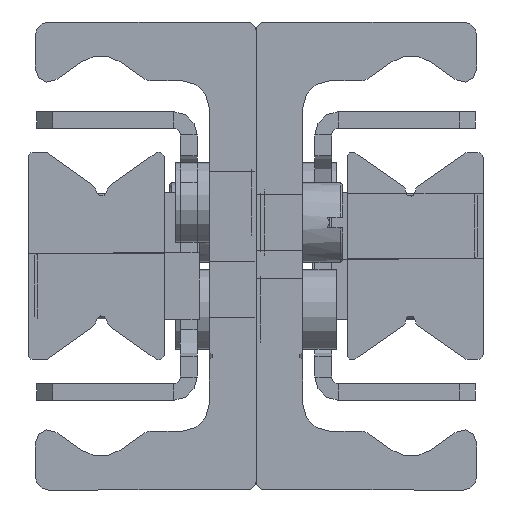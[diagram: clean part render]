
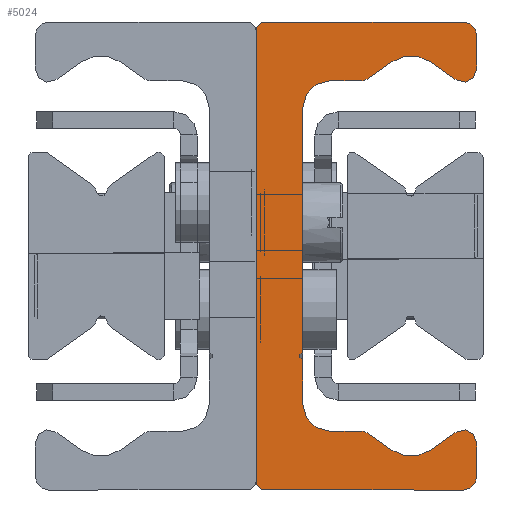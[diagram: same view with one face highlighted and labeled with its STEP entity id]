
A CAD part, left-side view. The second image highlights one B-rep face of the part: STEP entity #5024.
In plain terms, the highlighted planar face has unit normal (-1, 0, 0).
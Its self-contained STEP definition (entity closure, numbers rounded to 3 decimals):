
#2203=CARTESIAN_POINT('',(0.0,4.75,-7.75));
#2204=VERTEX_POINT('',#2203);
#2211=CARTESIAN_POINT('',(0.0,4.75,-11.1));
#2212=VERTEX_POINT('',#2211);
#2213=CARTESIAN_POINT('',(0.0,4.75,-7.75));
#2214=DIRECTION('',(0.0,0.0,-1.0));
#2215=VECTOR('',#2214,3.35);
#2216=LINE('',#2213,#2215);
#2217=EDGE_CURVE('',#2204,#2212,#2216,.T.);
#2651=CARTESIAN_POINT('',(0.0,4.75,11.1));
#2652=VERTEX_POINT('',#2651);
#2659=CARTESIAN_POINT('',(0.0,4.75,-7.25));
#2660=VERTEX_POINT('',#2659);
#2661=CARTESIAN_POINT('',(0.0,4.75,11.1));
#2662=DIRECTION('',(0.0,0.0,-1.0));
#2663=VECTOR('',#2662,18.35);
#2664=LINE('',#2661,#2663);
#2665=EDGE_CURVE('',#2652,#2660,#2664,.T.);
#4144=CARTESIAN_POINT('',(0.0,7.6,-17.5));
#4145=VERTEX_POINT('',#4144);
#4152=CARTESIAN_POINT('',(0.0,8.25,-16.85));
#4153=VERTEX_POINT('',#4152);
#4154=CARTESIAN_POINT('',(0.0,7.6,-16.85));
#4155=DIRECTION('',(1.0,0.0,0.0));
#4156=DIRECTION('',(0.0,0.0,-1.0));
#4157=AXIS2_PLACEMENT_3D('',#4154,#4155,#4156);
#4158=CIRCLE('',#4157,0.65);
#4159=EDGE_CURVE('',#4145,#4153,#4158,.T.);
#4183=CARTESIAN_POINT('',(0.0,-7.25,-17.5));
#4184=VERTEX_POINT('',#4183);
#4191=CARTESIAN_POINT('',(0.0,-7.25,-17.5));
#4192=DIRECTION('',(0.0,1.0,0.0));
#4193=VECTOR('',#4192,14.85);
#4194=LINE('',#4191,#4193);
#4195=EDGE_CURVE('',#4184,#4145,#4194,.T.);
#4215=CARTESIAN_POINT('',(0.0,-8.25,-16.5));
#4216=VERTEX_POINT('',#4215);
#4223=CARTESIAN_POINT('',(0.0,-7.25,-16.5));
#4224=DIRECTION('',(1.0,0.0,0.0));
#4225=DIRECTION('',(0.0,-1.0,0.0));
#4226=AXIS2_PLACEMENT_3D('',#4223,#4224,#4225);
#4227=CIRCLE('',#4226,1.0);
#4228=EDGE_CURVE('',#4216,#4184,#4227,.T.);
#4247=CARTESIAN_POINT('',(0.0,-8.25,-13.98));
#4248=VERTEX_POINT('',#4247);
#4255=CARTESIAN_POINT('',(0.0,-8.25,-13.98));
#4256=DIRECTION('',(0.0,0.0,-1.0));
#4257=VECTOR('',#4256,2.52);
#4258=LINE('',#4255,#4257);
#4259=EDGE_CURVE('',#4248,#4216,#4258,.T.);
#4279=CARTESIAN_POINT('',(0.0,-6.708,-13.177));
#4280=VERTEX_POINT('',#4279);
#4287=CARTESIAN_POINT('',(0.0,-7.27,-13.98));
#4288=DIRECTION('',(1.0,0.0,0.0));
#4289=DIRECTION('',(0.0,0.574,0.819));
#4290=AXIS2_PLACEMENT_3D('',#4287,#4288,#4289);
#4291=CIRCLE('',#4290,0.98);
#4292=EDGE_CURVE('',#4280,#4248,#4291,.T.);
#4311=CARTESIAN_POINT('',(0.0,-4.784,-14.524));
#4312=VERTEX_POINT('',#4311);
#4319=CARTESIAN_POINT('',(0.0,-4.784,-14.524));
#4320=DIRECTION('',(0.0,-0.819,0.574));
#4321=VECTOR('',#4320,2.349);
#4322=LINE('',#4319,#4321);
#4323=EDGE_CURVE('',#4312,#4280,#4322,.T.);
#4343=CARTESIAN_POINT('',(0.0,-1.916,-14.524));
#4344=VERTEX_POINT('',#4343);
#4351=CARTESIAN_POINT('',(0.0,-3.35,-12.477));
#4352=DIRECTION('',(-1.0,0.0,0.0));
#4353=DIRECTION('',(0.0,0.574,0.819));
#4354=AXIS2_PLACEMENT_3D('',#4351,#4352,#4353);
#4355=CIRCLE('',#4354,2.5);
#4356=EDGE_CURVE('',#4344,#4312,#4355,.T.);
#4375=CARTESIAN_POINT('',(0.0,-0.14,-13.281));
#4376=VERTEX_POINT('',#4375);
#4383=CARTESIAN_POINT('',(0.0,-0.14,-13.281));
#4384=DIRECTION('',(0.0,-0.819,-0.574));
#4385=VECTOR('',#4384,2.168);
#4386=LINE('',#4383,#4385);
#4387=EDGE_CURVE('',#4376,#4344,#4386,.T.);
#4407=CARTESIAN_POINT('',(0.0,0.433,-13.1));
#4408=VERTEX_POINT('',#4407);
#4415=CARTESIAN_POINT('',(0.0,0.433,-14.1));
#4416=DIRECTION('',(1.0,0.0,0.0));
#4417=DIRECTION('',(0.0,0.0,1.0));
#4418=AXIS2_PLACEMENT_3D('',#4415,#4416,#4417);
#4419=CIRCLE('',#4418,1.);
#4420=EDGE_CURVE('',#4408,#4376,#4419,.T.);
#4439=CARTESIAN_POINT('',(0.0,2.75,-13.1));
#4440=VERTEX_POINT('',#4439);
#4447=CARTESIAN_POINT('',(0.0,2.75,-13.1));
#4448=DIRECTION('',(0.0,-1.0,0.0));
#4449=VECTOR('',#4448,2.317);
#4450=LINE('',#4447,#4449);
#4451=EDGE_CURVE('',#4440,#4408,#4450,.T.);
#4470=CARTESIAN_POINT('',(0.0,2.75,-11.1));
#4471=DIRECTION('',(-1.0,0.0,0.0));
#4472=DIRECTION('',(0.0,0.0,1.0));
#4473=AXIS2_PLACEMENT_3D('',#4470,#4471,#4472);
#4474=CIRCLE('',#4473,2.0);
#4475=EDGE_CURVE('',#2212,#4440,#4474,.T.);
#4488=CARTESIAN_POINT('',(0.0,4.75,-7.5));
#4489=DIRECTION('',(-1.0,0.0,0.0));
#4490=DIRECTION('',(0.0,0.0,1.0));
#4491=AXIS2_PLACEMENT_3D('',#4488,#4489,#4490);
#4492=CIRCLE('',#4491,0.25);
#4493=EDGE_CURVE('',#2660,#2204,#4492,.T.);
#4513=CARTESIAN_POINT('',(0.0,2.75,13.1));
#4514=VERTEX_POINT('',#4513);
#4521=CARTESIAN_POINT('',(0.0,2.75,11.1));
#4522=DIRECTION('',(-1.0,0.0,0.0));
#4523=DIRECTION('',(0.0,-1.0,0.0));
#4524=AXIS2_PLACEMENT_3D('',#4521,#4522,#4523);
#4525=CIRCLE('',#4524,2.);
#4526=EDGE_CURVE('',#4514,#2652,#4525,.T.);
#4545=CARTESIAN_POINT('',(0.0,0.433,13.1));
#4546=VERTEX_POINT('',#4545);
#4553=CARTESIAN_POINT('',(0.0,0.433,13.1));
#4554=DIRECTION('',(0.0,1.0,0.0));
#4555=VECTOR('',#4554,2.317);
#4556=LINE('',#4553,#4555);
#4557=EDGE_CURVE('',#4546,#4514,#4556,.T.);
#4577=CARTESIAN_POINT('',(0.0,-0.14,13.281));
#4578=VERTEX_POINT('',#4577);
#4585=CARTESIAN_POINT('',(0.0,0.433,14.1));
#4586=DIRECTION('',(1.0,0.0,0.0));
#4587=DIRECTION('',(0.0,-0.574,-0.819));
#4588=AXIS2_PLACEMENT_3D('',#4585,#4586,#4587);
#4589=CIRCLE('',#4588,1.);
#4590=EDGE_CURVE('',#4578,#4546,#4589,.T.);
#4609=CARTESIAN_POINT('',(0.0,-1.916,14.524));
#4610=VERTEX_POINT('',#4609);
#4617=CARTESIAN_POINT('',(0.0,-1.916,14.524));
#4618=DIRECTION('',(0.0,0.819,-0.574));
#4619=VECTOR('',#4618,2.168);
#4620=LINE('',#4617,#4619);
#4621=EDGE_CURVE('',#4610,#4578,#4620,.T.);
#4641=CARTESIAN_POINT('',(0.0,-4.784,14.524));
#4642=VERTEX_POINT('',#4641);
#4649=CARTESIAN_POINT('',(0.0,-3.35,12.477));
#4650=DIRECTION('',(-1.0,0.0,0.0));
#4651=DIRECTION('',(0.0,-0.574,-0.819));
#4652=AXIS2_PLACEMENT_3D('',#4649,#4650,#4651);
#4653=CIRCLE('',#4652,2.5);
#4654=EDGE_CURVE('',#4642,#4610,#4653,.T.);
#4673=CARTESIAN_POINT('',(0.0,-6.708,13.177));
#4674=VERTEX_POINT('',#4673);
#4681=CARTESIAN_POINT('',(0.0,-6.708,13.177));
#4682=DIRECTION('',(0.0,0.819,0.574));
#4683=VECTOR('',#4682,2.349);
#4684=LINE('',#4681,#4683);
#4685=EDGE_CURVE('',#4674,#4642,#4684,.T.);
#4705=CARTESIAN_POINT('',(0.0,-8.25,13.98));
#4706=VERTEX_POINT('',#4705);
#4713=CARTESIAN_POINT('',(0.0,-7.27,13.98));
#4714=DIRECTION('',(1.0,0.0,0.0));
#4715=DIRECTION('',(0.0,-1.0,0.0));
#4716=AXIS2_PLACEMENT_3D('',#4713,#4714,#4715);
#4717=CIRCLE('',#4716,0.98);
#4718=EDGE_CURVE('',#4706,#4674,#4717,.T.);
#4737=CARTESIAN_POINT('',(0.0,-8.25,16.5));
#4738=VERTEX_POINT('',#4737);
#4745=CARTESIAN_POINT('',(0.0,-8.25,16.5));
#4746=DIRECTION('',(0.0,0.0,-1.0));
#4747=VECTOR('',#4746,2.52);
#4748=LINE('',#4745,#4747);
#4749=EDGE_CURVE('',#4738,#4706,#4748,.T.);
#4769=CARTESIAN_POINT('',(0.0,-7.25,17.5));
#4770=VERTEX_POINT('',#4769);
#4777=CARTESIAN_POINT('',(0.0,-7.25,16.5));
#4778=DIRECTION('',(1.0,0.0,0.0));
#4779=DIRECTION('',(0.0,0.0,1.0));
#4780=AXIS2_PLACEMENT_3D('',#4777,#4778,#4779);
#4781=CIRCLE('',#4780,1.0);
#4782=EDGE_CURVE('',#4770,#4738,#4781,.T.);
#4801=CARTESIAN_POINT('',(0.0,7.6,17.5));
#4802=VERTEX_POINT('',#4801);
#4809=CARTESIAN_POINT('',(0.0,7.6,17.5));
#4810=DIRECTION('',(0.0,-1.0,0.0));
#4811=VECTOR('',#4810,14.85);
#4812=LINE('',#4809,#4811);
#4813=EDGE_CURVE('',#4802,#4770,#4812,.T.);
#4833=CARTESIAN_POINT('',(0.0,8.25,16.85));
#4834=VERTEX_POINT('',#4833);
#4841=CARTESIAN_POINT('',(0.0,7.6,16.85));
#4842=DIRECTION('',(1.0,0.0,0.0));
#4843=DIRECTION('',(0.0,1.0,0.0));
#4844=AXIS2_PLACEMENT_3D('',#4841,#4842,#4843);
#4845=CIRCLE('',#4844,0.65);
#4846=EDGE_CURVE('',#4834,#4802,#4845,.T.);
#4864=CARTESIAN_POINT('',(0.0,8.25,-16.85));
#4865=DIRECTION('',(0.0,0.0,1.0));
#4866=VECTOR('',#4865,33.7);
#4867=LINE('',#4864,#4866);
#4868=EDGE_CURVE('',#4153,#4834,#4867,.T.);
#4991=CARTESIAN_POINT('',(0.0,2.258,-0.017));
#4992=DIRECTION('',(1.0,0.0,0.0));
#4993=DIRECTION('',(0.0,0.0,-1.0));
#4994=AXIS2_PLACEMENT_3D('',#4991,#4992,#4993);
#4995=PLANE('',#4994);
#4996=ORIENTED_EDGE('',*,*,#4868,.F.);
#4997=ORIENTED_EDGE('',*,*,#4159,.F.);
#4998=ORIENTED_EDGE('',*,*,#4195,.F.);
#4999=ORIENTED_EDGE('',*,*,#4228,.F.);
#5000=ORIENTED_EDGE('',*,*,#4259,.F.);
#5001=ORIENTED_EDGE('',*,*,#4292,.F.);
#5002=ORIENTED_EDGE('',*,*,#4323,.F.);
#5003=ORIENTED_EDGE('',*,*,#4356,.F.);
#5004=ORIENTED_EDGE('',*,*,#4387,.F.);
#5005=ORIENTED_EDGE('',*,*,#4420,.F.);
#5006=ORIENTED_EDGE('',*,*,#4451,.F.);
#5007=ORIENTED_EDGE('',*,*,#4475,.F.);
#5008=ORIENTED_EDGE('',*,*,#2217,.F.);
#5009=ORIENTED_EDGE('',*,*,#4493,.F.);
#5010=ORIENTED_EDGE('',*,*,#2665,.F.);
#5011=ORIENTED_EDGE('',*,*,#4526,.F.);
#5012=ORIENTED_EDGE('',*,*,#4557,.F.);
#5013=ORIENTED_EDGE('',*,*,#4590,.F.);
#5014=ORIENTED_EDGE('',*,*,#4621,.F.);
#5015=ORIENTED_EDGE('',*,*,#4654,.F.);
#5016=ORIENTED_EDGE('',*,*,#4685,.F.);
#5017=ORIENTED_EDGE('',*,*,#4718,.F.);
#5018=ORIENTED_EDGE('',*,*,#4749,.F.);
#5019=ORIENTED_EDGE('',*,*,#4782,.F.);
#5020=ORIENTED_EDGE('',*,*,#4813,.F.);
#5021=ORIENTED_EDGE('',*,*,#4846,.F.);
#5022=EDGE_LOOP('',(#4996,#4997,#4998,#4999,#5000,#5001,#5002,#5003,#5004,#5005,#5006,#5007,#5008,#5009,#5010,#5011,#5012,#5013,#5014,#5015,#5016,#5017,#5018,#5019,#5020,#5021));
#5023=FACE_OUTER_BOUND('',#5022,.T.);
#5024=ADVANCED_FACE('',(#5023),#4995,.F.);
